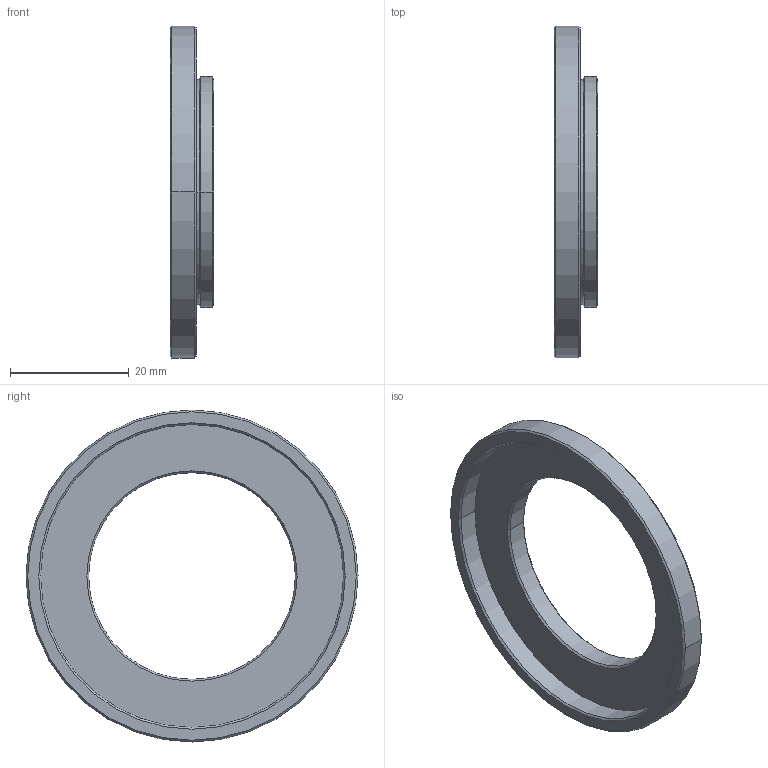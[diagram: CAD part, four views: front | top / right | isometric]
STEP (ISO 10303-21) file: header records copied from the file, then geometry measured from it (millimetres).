
FILE_DESCRIPTION (( 'STEP AP203' ), '1' );
FILE_NAME ('TA2-SM1.5A.STEP', '2025-10-21T09:20:01', ( '' ), ( '' ), 'SwSTEP 2.0', 'SolidWorks 2020', '' );
FILE_SCHEMA (( 'CONFIG_CONTROL_DESIGN' ));
Length unit declared in the file: millimetre
Products named in the file (1): TA2-SM1.5A
Bounding box: 7.4 x 55.9 x 55.9 mm (x, y, z)
Volume: 3321 mm3; surface area: 5089.2 mm2
Topology: 1 solids, 1 shells, 342 faces, 928 edges, 614 vertices
Faces by surface type: plane 226, bspline 92, cone 14, cylinder 10
Entity records: 12567 total; most frequent: CARTESIAN_POINT 5245, ORIENTED_EDGE 1856, EDGE_CURVE 928, DIRECTION 888, VERTEX_POINT 614, B_SPLINE_CURVE_WITH_KNOTS 576, EDGE_LOOP 370, ADVANCED_FACE 342
